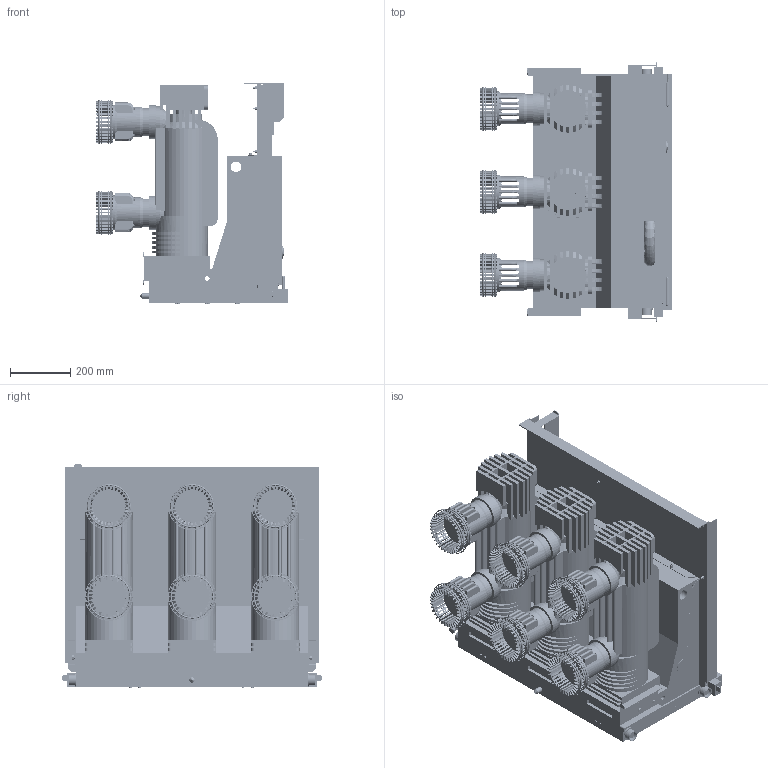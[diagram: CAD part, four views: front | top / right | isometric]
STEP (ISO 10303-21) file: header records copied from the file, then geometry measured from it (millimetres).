
FILE_DESCRIPTION(('STEP AP203'), '1');
FILE_NAME('Âàêóóìíûé âûêëþ÷àòåëü ESQ BB(D)-12 4000-40-275 ÓÇ', '', ('UNSPECIFIED'), ('UNSPECIFIED'), 'C3D Converter', 'C3D Toolkit', '');
FILE_SCHEMA(('CONFIG_CONTROL_DESIGN'));
Length unit declared in the file: millimetre
Assembly tree (13 placements, depth 2):
  (unnamed)
    (unnamed)
    (unnamed)  x3
    (unnamed)
    (unnamed)
    (unnamed)
    (unnamed)
    (unnamed)
    (unnamed)
    (unnamed)  x3
Bounding box: 635 x 858 x 740 mm (x, y, z)
Volume: 138795750.4 mm3; surface area: 8387774.7 mm2
Topology: 55 solids, 55 shells, 8081 faces, 21815 edges, 14217 vertices
Faces by surface type: plane 5265, extrusion 1453, cylinder 1066, torus 118, bspline 91, cone 88
Full cylindrical faces by diameter (mm): 4 x3, 4.5 x6, 5 x2, 6 x12, 7 x4, 8 x2, 9 x16, 9.5 x3, 10 x10, 11.238 x1, 12 x4, 12.5 x2, 14 x4, 14.5 x1, 15 x1, 16 x1, 18 x3, 20 x1, 26 x1, 32 x4, 34.5 x1, 36.5 x5, 42 x2, 44 x3, 50 x2, 52 x3, 94 x6, 102 x6, 110 x6, 111 x6
Entity records: 197643 total; most frequent: CARTESIAN_POINT 50505, ORIENTED_EDGE 26038, DIRECTION 19254, EDGE_CURVE 13019, VECTOR 10152, LINE 8699, VERTEX_POINT 8642, EDGE_LOOP 5347
